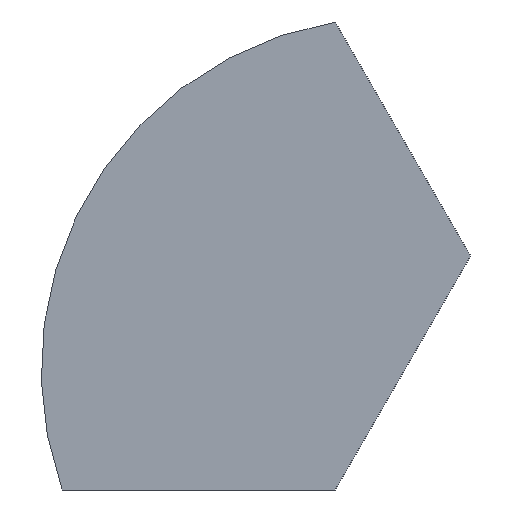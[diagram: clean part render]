
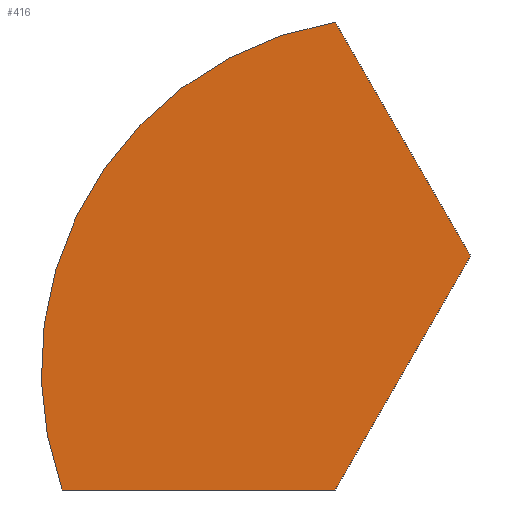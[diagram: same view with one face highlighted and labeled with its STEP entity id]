
A CAD part, front view. The second image highlights one B-rep face of the part: STEP entity #416.
In plain terms, the highlighted planar face has unit normal (0, -1, 0).
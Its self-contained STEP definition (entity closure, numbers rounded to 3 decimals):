
#92 = VERTEX_POINT('',#93);
#93 = CARTESIAN_POINT('',(-96.5,-5.,-27.));
#100 = CYLINDRICAL_SURFACE('',#101,86.);
#101 = AXIS2_PLACEMENT_3D('',#102,#103,#104);
#102 = CARTESIAN_POINT('',(-15.613,0.,2.212));
#103 = DIRECTION('',(0.,-1.,0.));
#104 = DIRECTION('',(-0.167,0.,0.986));
#112 = PLANE('',#113);
#113 = AXIS2_PLACEMENT_3D('',#114,#115,#116);
#114 = CARTESIAN_POINT('',(-96.5,0.,-27.));
#115 = DIRECTION('',(0.,0.,-1.));
#116 = DIRECTION('',(1.,0.,0.));
#124 = EDGE_CURVE('',#125,#92,#127,.T.);
#125 = VERTEX_POINT('',#126);
#126 = CARTESIAN_POINT('',(-30.,-5.,87.));
#127 = SURFACE_CURVE('',#128,(#133,#140),.PCURVE_S1.);
#128 = CIRCLE('',#129,86.);
#129 = AXIS2_PLACEMENT_3D('',#130,#131,#132);
#130 = CARTESIAN_POINT('',(-15.613,-5.,2.212));
#131 = DIRECTION('',(-0.,-1.,0.));
#132 = DIRECTION('',(-0.167,0.,0.986));
#133 = PCURVE('',#100,#134);
#134 = DEFINITIONAL_REPRESENTATION('',(#135),#139);
#135 = LINE('',#136,#137);
#136 = CARTESIAN_POINT('',(0.,5.));
#137 = VECTOR('',#138,1.);
#138 = DIRECTION('',(1.,-0.));
#139 = ( GEOMETRIC_REPRESENTATION_CONTEXT(2) 
PARAMETRIC_REPRESENTATION_CONTEXT() REPRESENTATION_CONTEXT('2D SPACE',''
  ) );
#140 = PCURVE('',#141,#146);
#141 = PLANE('',#142);
#142 = AXIS2_PLACEMENT_3D('',#143,#144,#145);
#143 = CARTESIAN_POINT('',(-49.905,-5.,29.601));
#144 = DIRECTION('',(0.,1.,0.));
#145 = DIRECTION('',(0.,0.,1.));
#146 = DEFINITIONAL_REPRESENTATION('',(#147),#155);
#147 = ( BOUNDED_CURVE() B_SPLINE_CURVE(2,(#148,#149,#150,#151,#152,#153
,#154),.UNSPECIFIED.,.T.,.F.) B_SPLINE_CURVE_WITH_KNOTS((1,2,2,2,2,1),(
    -2.094,0.,2.094,4.189,6.283,
8.378),.UNSPECIFIED.) CURVE() GEOMETRIC_REPRESENTATION_ITEM() 
RATIONAL_B_SPLINE_CURVE((1.,0.5,1.,0.5,1.,0.5,1.)) REPRESENTATION_ITEM(
  '') );
#148 = CARTESIAN_POINT('',(57.399,19.905));
#149 = CARTESIAN_POINT('',(32.48,-126.953));
#150 = CARTESIAN_POINT('',(-82.243,-31.943));
#151 = CARTESIAN_POINT('',(-196.966,63.066));
#152 = CARTESIAN_POINT('',(-57.324,114.914));
#153 = CARTESIAN_POINT('',(82.318,166.762));
#154 = CARTESIAN_POINT('',(57.399,19.905));
#155 = ( GEOMETRIC_REPRESENTATION_CONTEXT(2) 
PARAMETRIC_REPRESENTATION_CONTEXT() REPRESENTATION_CONTEXT('2D SPACE',''
  ) );
#173 = PLANE('',#174);
#174 = AXIS2_PLACEMENT_3D('',#175,#176,#177);
#175 = CARTESIAN_POINT('',(3.,0.,30.));
#176 = DIRECTION('',(0.865,0.,0.501));
#177 = DIRECTION('',(-0.501,0.,0.865));
#244 = VERTEX_POINT('',#245);
#245 = CARTESIAN_POINT('',(-30.,-5.,-27.));
#259 = PLANE('',#260);
#260 = AXIS2_PLACEMENT_3D('',#261,#262,#263);
#261 = CARTESIAN_POINT('',(-30.,0.,-27.));
#262 = DIRECTION('',(0.865,0.,-0.501));
#263 = DIRECTION('',(0.501,0.,0.865));
#271 = EDGE_CURVE('',#92,#244,#272,.T.);
#272 = SURFACE_CURVE('',#273,(#277,#284),.PCURVE_S1.);
#273 = LINE('',#274,#275);
#274 = CARTESIAN_POINT('',(-96.5,-5.,-27.));
#275 = VECTOR('',#276,1.);
#276 = DIRECTION('',(1.,0.,0.));
#277 = PCURVE('',#112,#278);
#278 = DEFINITIONAL_REPRESENTATION('',(#279),#283);
#279 = LINE('',#280,#281);
#280 = CARTESIAN_POINT('',(0.,5.));
#281 = VECTOR('',#282,1.);
#282 = DIRECTION('',(1.,0.));
#283 = ( GEOMETRIC_REPRESENTATION_CONTEXT(2) 
PARAMETRIC_REPRESENTATION_CONTEXT() REPRESENTATION_CONTEXT('2D SPACE',''
  ) );
#284 = PCURVE('',#141,#285);
#285 = DEFINITIONAL_REPRESENTATION('',(#286),#290);
#286 = LINE('',#287,#288);
#287 = CARTESIAN_POINT('',(-56.601,-46.595));
#288 = VECTOR('',#289,1.);
#289 = DIRECTION('',(0.,1.));
#290 = ( GEOMETRIC_REPRESENTATION_CONTEXT(2) 
PARAMETRIC_REPRESENTATION_CONTEXT() REPRESENTATION_CONTEXT('2D SPACE',''
  ) );
#296 = EDGE_CURVE('',#297,#125,#299,.T.);
#297 = VERTEX_POINT('',#298);
#298 = CARTESIAN_POINT('',(3.,-5.,30.));
#299 = SURFACE_CURVE('',#300,(#304,#311),.PCURVE_S1.);
#300 = LINE('',#301,#302);
#301 = CARTESIAN_POINT('',(3.,-5.,30.));
#302 = VECTOR('',#303,1.);
#303 = DIRECTION('',(-0.501,0.,0.865));
#304 = PCURVE('',#173,#305);
#305 = DEFINITIONAL_REPRESENTATION('',(#306),#310);
#306 = LINE('',#307,#308);
#307 = CARTESIAN_POINT('',(0.,5.));
#308 = VECTOR('',#309,1.);
#309 = DIRECTION('',(1.,0.));
#310 = ( GEOMETRIC_REPRESENTATION_CONTEXT(2) 
PARAMETRIC_REPRESENTATION_CONTEXT() REPRESENTATION_CONTEXT('2D SPACE',''
  ) );
#311 = PCURVE('',#141,#312);
#312 = DEFINITIONAL_REPRESENTATION('',(#313),#317);
#313 = LINE('',#314,#315);
#314 = CARTESIAN_POINT('',(0.399,52.905));
#315 = VECTOR('',#316,1.);
#316 = DIRECTION('',(0.865,-0.501));
#317 = ( GEOMETRIC_REPRESENTATION_CONTEXT(2) 
PARAMETRIC_REPRESENTATION_CONTEXT() REPRESENTATION_CONTEXT('2D SPACE',''
  ) );
#396 = EDGE_CURVE('',#244,#297,#397,.T.);
#397 = SURFACE_CURVE('',#398,(#402,#409),.PCURVE_S1.);
#398 = LINE('',#399,#400);
#399 = CARTESIAN_POINT('',(-30.,-5.,-27.));
#400 = VECTOR('',#401,1.);
#401 = DIRECTION('',(0.501,0.,0.865));
#402 = PCURVE('',#259,#403);
#403 = DEFINITIONAL_REPRESENTATION('',(#404),#408);
#404 = LINE('',#405,#406);
#405 = CARTESIAN_POINT('',(0.,5.));
#406 = VECTOR('',#407,1.);
#407 = DIRECTION('',(1.,0.));
#408 = ( GEOMETRIC_REPRESENTATION_CONTEXT(2) 
PARAMETRIC_REPRESENTATION_CONTEXT() REPRESENTATION_CONTEXT('2D SPACE',''
  ) );
#409 = PCURVE('',#141,#410);
#410 = DEFINITIONAL_REPRESENTATION('',(#411),#415);
#411 = LINE('',#412,#413);
#412 = CARTESIAN_POINT('',(-56.601,19.905));
#413 = VECTOR('',#414,1.);
#414 = DIRECTION('',(0.865,0.501));
#415 = ( GEOMETRIC_REPRESENTATION_CONTEXT(2) 
PARAMETRIC_REPRESENTATION_CONTEXT() REPRESENTATION_CONTEXT('2D SPACE',''
  ) );
#416 = ADVANCED_FACE('',(#417),#141,.F.);
#417 = FACE_BOUND('',#418,.F.);
#418 = EDGE_LOOP('',(#419,#420,#421,#422));
#419 = ORIENTED_EDGE('',*,*,#124,.F.);
#420 = ORIENTED_EDGE('',*,*,#296,.F.);
#421 = ORIENTED_EDGE('',*,*,#396,.F.);
#422 = ORIENTED_EDGE('',*,*,#271,.F.);
